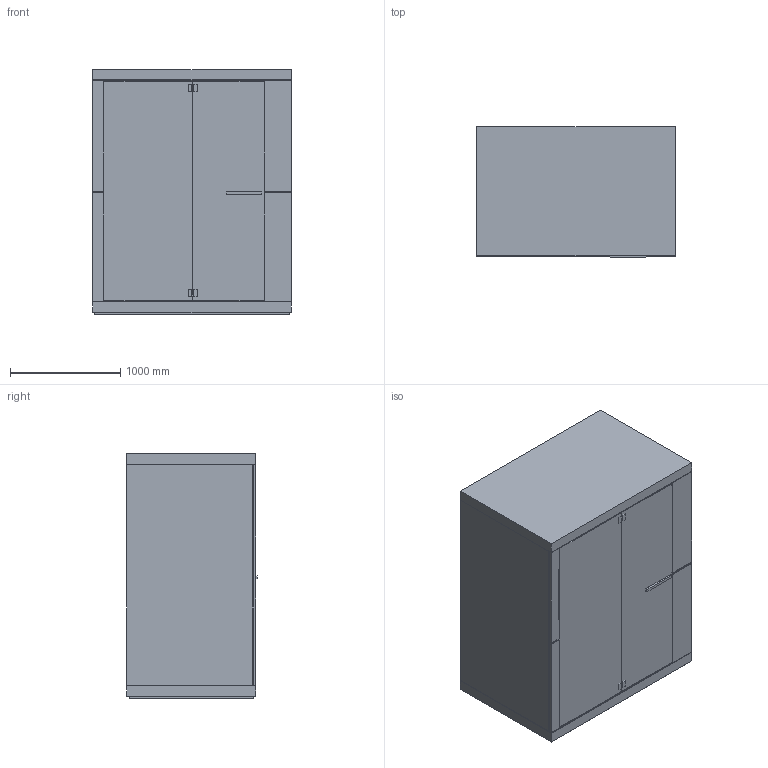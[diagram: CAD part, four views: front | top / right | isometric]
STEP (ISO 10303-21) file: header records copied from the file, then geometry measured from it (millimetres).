
FILE_DESCRIPTION((''),'2;1');
FILE_NAME('7509_1.stp','2014-12-02T19:15:00',('Administrator'),(''),'Autodesk Inventor 2011','Autodesk Inventor 2011','');
FILE_SCHEMA(('CONFIG_CONTROL_DESIGN'));
Length unit declared in the file: millimetre
Products named in the file (44): 7509_1; Podest_7509; Inneneinrichtung kompakt; Boden links kompakt; 8110_Latte kompakt; 8111_Latte kompakt; 8112_Latte kompakt; 8113_Latte kompakt; 8114_Latte kompakt; 8115_Latte kompakt; 8116_Latte kompakt; 8117_Latte kompakt; 8118_Latte kompakt; 8119_Latte kompakt; 8120_Latte kompakt; Boden rechts kompakt; 8210_Latte kompakt; 8211_Latte kompakt; 8212_Latte kompakt; 8213_Latte kompakt; 8214_Latte kompakt; Sitzflaeche unten gross kompakt; Latte 01 kompakt; Latte senkrecht; Latte vorne kompakt; Liegeflaeche unten kompakt; Sitz gross Latte kompakt; Sitz gross Latte kurz kompakt; Lattenrost; Querverstrebung; Fuellleiste; Frontleiste; Frontleiste ohne Mittelbohrung; Holzrost Rueckwand kompakt; Leiste oben kompakt; Leiste unten kompakt; Leiste kompakt; Leiste senkrecht; Leiste Feuchtefuehler kompakt; Hauptgehäuse_7509 ...
Assembly tree (73 placements, depth 4):
  7509_1
    Podest_7509
    Inneneinrichtung kompakt
      Boden links kompakt
        8110_Latte kompakt
        8111_Latte kompakt
        8112_Latte kompakt
        8113_Latte kompakt
        8114_Latte kompakt
        8115_Latte kompakt
        8116_Latte kompakt
        8117_Latte kompakt
        8118_Latte kompakt
        8119_Latte kompakt
        8120_Latte kompakt
      Boden rechts kompakt
        8210_Latte kompakt
        8211_Latte kompakt
        8212_Latte kompakt
        8213_Latte kompakt
        8214_Latte kompakt
      Sitzflaeche unten gross kompakt
        Latte 01 kompakt  x4
        Latte senkrecht  x3
        Latte vorne kompakt
      Liegeflaeche unten kompakt
        Sitz gross Latte kompakt  x4
        Sitz gross Latte kurz kompakt  x3
    Lattenrost
      Querverstrebung  x2
      Fuellleiste
      Frontleiste
      Frontleiste ohne Mittelbohrung  x4
    Holzrost Rueckwand kompakt
      Leiste oben kompakt
      Leiste unten kompakt
      Leiste kompakt  x16
      Leiste senkrecht  x2
      Leiste Feuchtefuehler kompakt
    Hauptgehäuse_7509
    Aufsatz_7509
    Verglasung_7509
    Scharniere_7501
    Auslassbogen
Bounding box: 1800 x 1181.37 x 2220.06 mm (x, y, z)
Volume: 1549073057.2 mm3; surface area: 45765682.1 mm2
Topology: 78 solids, 78 shells, 606 faces, 1308 edges, 868 vertices
Faces by surface type: plane 561, cylinder 31, cone 14
Full cylindrical faces by diameter (mm): 5 x5, 5.2 x14
Entity records: 12787 total; most frequent: CARTESIAN_POINT 2026, DIRECTION 2017, ORIENTED_EDGE 1780, EDGE_CURVE 890, VECTOR 829, LINE 829, VERTEX_POINT 603, AXIS2_PLACEMENT_3D 594
